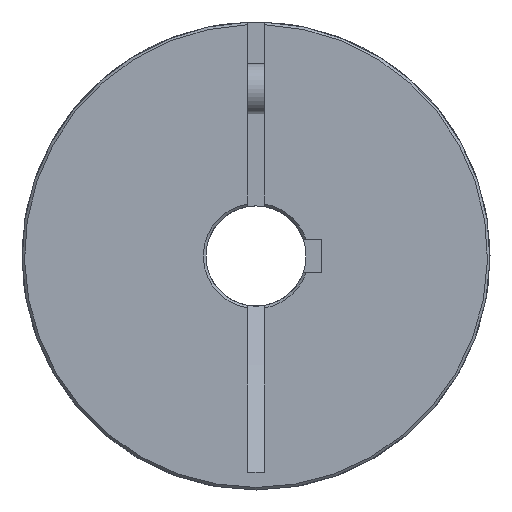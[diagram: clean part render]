
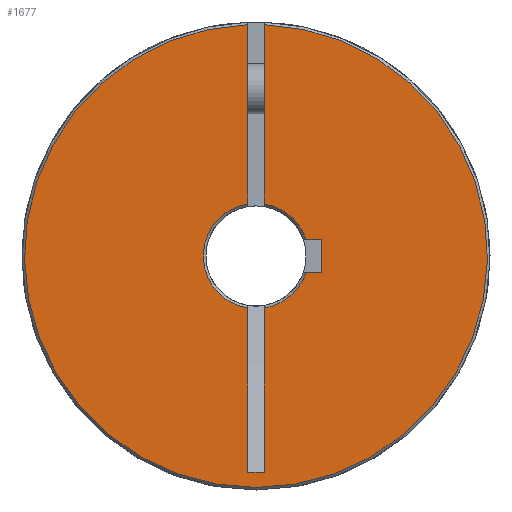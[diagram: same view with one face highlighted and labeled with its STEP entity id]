
A CAD part, left-side view. The second image highlights one B-rep face of the part: STEP entity #1677.
In plain terms, the highlighted planar face has unit normal (-1, 0, 0).
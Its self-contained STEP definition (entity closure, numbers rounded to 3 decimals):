
#76=LINE('',#2682,#174);
#77=LINE('',#2690,#175);
#80=LINE('',#2700,#178);
#83=LINE('',#2711,#181);
#85=LINE('',#2721,#183);
#94=LINE('',#2859,#192);
#95=LINE('',#2861,#193);
#96=LINE('',#2863,#194);
#174=VECTOR('',#2070,1000.);
#175=VECTOR('',#2073,1000.);
#178=VECTOR('',#2082,1000.);
#181=VECTOR('',#2087,1000.);
#183=VECTOR('',#2093,1000.);
#192=VECTOR('',#2146,1000.);
#193=VECTOR('',#2147,1000.);
#194=VECTOR('',#2148,1000.);
#263=PLANE('',#1836);
#443=ORIENTED_EDGE('',*,*,#871,.T.);
#444=ORIENTED_EDGE('',*,*,#830,.T.);
#445=ORIENTED_EDGE('',*,*,#872,.F.);
#446=ORIENTED_EDGE('',*,*,#837,.F.);
#447=ORIENTED_EDGE('',*,*,#790,.T.);
#448=ORIENTED_EDGE('',*,*,#873,.T.);
#449=ORIENTED_EDGE('',*,*,#874,.T.);
#450=ORIENTED_EDGE('',*,*,#875,.T.);
#451=ORIENTED_EDGE('',*,*,#792,.T.);
#452=ORIENTED_EDGE('',*,*,#841,.F.);
#453=ORIENTED_EDGE('',*,*,#845,.F.);
#454=ORIENTED_EDGE('',*,*,#832,.T.);
#790=EDGE_CURVE('',#1012,#1011,#1175,.T.);
#792=EDGE_CURVE('',#1013,#1014,#1176,.T.);
#830=EDGE_CURVE('',#1045,#1049,#76,.T.);
#832=EDGE_CURVE('',#1052,#1050,#77,.T.);
#837=EDGE_CURVE('',#1012,#1056,#80,.T.);
#841=EDGE_CURVE('',#1059,#1014,#83,.T.);
#845=EDGE_CURVE('',#1052,#1059,#85,.T.);
#871=EDGE_CURVE('',#1050,#1045,#1201,.T.);
#872=EDGE_CURVE('',#1056,#1049,#1202,.T.);
#873=EDGE_CURVE('',#1011,#1080,#94,.T.);
#874=EDGE_CURVE('',#1080,#1081,#95,.T.);
#875=EDGE_CURVE('',#1081,#1013,#96,.T.);
#1011=VERTEX_POINT('',#2559);
#1012=VERTEX_POINT('',#2561);
#1013=VERTEX_POINT('',#2568);
#1014=VERTEX_POINT('',#2569);
#1045=VERTEX_POINT('',#2670);
#1049=VERTEX_POINT('',#2681);
#1050=VERTEX_POINT('',#2688);
#1052=VERTEX_POINT('',#2691);
#1056=VERTEX_POINT('',#2701);
#1059=VERTEX_POINT('',#2712);
#1080=VERTEX_POINT('',#2860);
#1081=VERTEX_POINT('',#2862);
#1175=CIRCLE('',#1792,6.3);
#1176=CIRCLE('',#1794,6.3);
#1201=CIRCLE('',#1837,6.3);
#1202=CIRCLE('',#1838,27.7);
#1307=EDGE_LOOP('',(#443,#444,#445,#446,#447,#448,#449,#450,#451,#452,#453,
#454));
#1491=FACE_BOUND('',#1307,.T.);
#1677=ADVANCED_FACE('',(#1491),#263,.F.);
#1792=AXIS2_PLACEMENT_3D('',#2560,#2016,#2017);
#1794=AXIS2_PLACEMENT_3D('',#2567,#2020,#2021);
#1836=AXIS2_PLACEMENT_3D('',#2856,#2140,#2141);
#1837=AXIS2_PLACEMENT_3D('',#2857,#2142,#2143);
#1838=AXIS2_PLACEMENT_3D('',#2858,#2144,#2145);
#2016=DIRECTION('',(1.,0.,0.));
#2017=DIRECTION('',(0.,0.,-1.));
#2020=DIRECTION('',(1.,0.,0.));
#2021=DIRECTION('',(0.,0.,-1.));
#2070=DIRECTION('',(0.,0.,1.));
#2073=DIRECTION('',(0.,0.,1.));
#2082=DIRECTION('',(0.,0.,1.));
#2087=DIRECTION('',(0.,0.,1.));
#2093=DIRECTION('',(0.,-1.,0.));
#2140=DIRECTION('',(1.,0.,0.));
#2141=DIRECTION('',(0.,0.,-1.));
#2142=DIRECTION('',(1.,0.,0.));
#2143=DIRECTION('',(0.,0.,-1.));
#2144=DIRECTION('',(1.,0.,0.));
#2145=DIRECTION('',(0.,0.,-1.));
#2146=DIRECTION('',(0.,-1.,0.));
#2147=DIRECTION('',(0.,0.,-1.));
#2148=DIRECTION('',(0.,1.,0.));
#2559=CARTESIAN_POINT('',(0.,-5.974,2.));
#2560=CARTESIAN_POINT('',(0.,0.,0.));
#2561=CARTESIAN_POINT('',(0.,-1.,6.22));
#2567=CARTESIAN_POINT('',(0.,0.,0.));
#2568=CARTESIAN_POINT('',(0.,-5.974,-2.));
#2569=CARTESIAN_POINT('',(0.,-1.,-6.22));
#2670=CARTESIAN_POINT('',(0.,1.,6.22));
#2681=CARTESIAN_POINT('',(0.,1.,27.682));
#2682=CARTESIAN_POINT('',(0.,1.,-25.849));
#2688=CARTESIAN_POINT('',(0.,1.,-6.22));
#2690=CARTESIAN_POINT('',(0.,1.,-25.849));
#2691=CARTESIAN_POINT('',(0.,1.,-25.849));
#2700=CARTESIAN_POINT('',(0.,-1.,-25.849));
#2701=CARTESIAN_POINT('',(0.,-1.,27.682));
#2711=CARTESIAN_POINT('',(0.,-1.,-25.849));
#2712=CARTESIAN_POINT('',(0.,-1.,-25.849));
#2721=CARTESIAN_POINT('',(0.,1.,-25.849));
#2856=CARTESIAN_POINT('',(0.,0.,0.));
#2857=CARTESIAN_POINT('',(0.,0.,0.));
#2858=CARTESIAN_POINT('',(0.,0.,0.));
#2859=CARTESIAN_POINT('',(0.,0.,2.));
#2860=CARTESIAN_POINT('',(0.,-7.8,2.));
#2861=CARTESIAN_POINT('',(0.,-7.8,2.));
#2862=CARTESIAN_POINT('',(0.,-7.8,-2.));
#2863=CARTESIAN_POINT('',(0.,-7.8,-2.));
